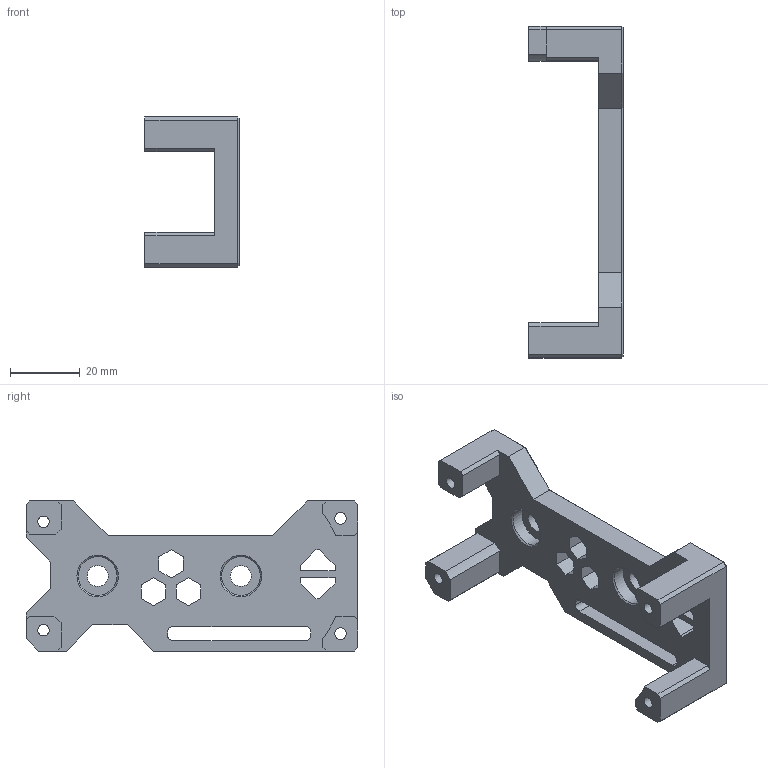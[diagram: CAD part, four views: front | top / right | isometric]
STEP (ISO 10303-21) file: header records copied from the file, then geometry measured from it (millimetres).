
FILE_DESCRIPTION(('FreeCAD Model'),'2;1');
FILE_NAME('Open CASCADE Shape Model','2021-08-31T18:11:05',('Author'),( ''),'Open CASCADE STEP processor 7.4','FreeCAD','Unknown');
FILE_SCHEMA(('AUTOMOTIVE_DESIGN { 1 0 10303 214 1 1 1 1 }'));
Length unit declared in the file: millimetre
Products named in the file (1): front-plate-type001
Bounding box: 27 x 95 x 43 mm (x, y, z)
Volume: 25118.9 mm3; surface area: 13173.1 mm2
Topology: 1 solids, 1 shells, 156 faces, 394 edges, 242 vertices
Faces by surface type: plane 132, cylinder 16, cone 8
Full cylindrical faces by diameter (mm): 3.3 x4, 6 x2, 11.1 x2
Entity records: 9824 total; most frequent: CARTESIAN_POINT 1761, DIRECTION 1506, LINE 1110, VECTOR 1110, ORIENTED_EDGE 788, PCURVE 788, DEFINITIONAL_REPRESENTATION 788, EDGE_CURVE 394
